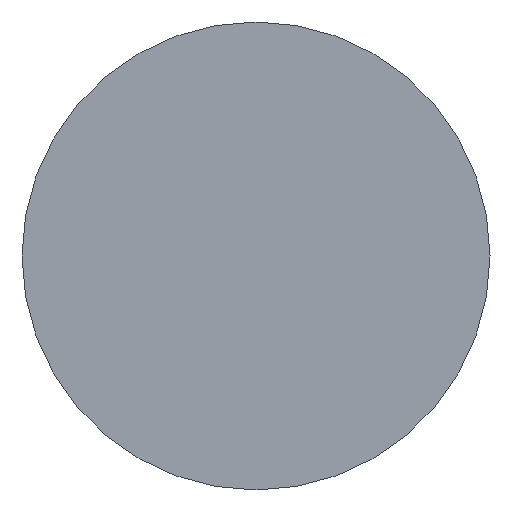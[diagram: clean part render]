
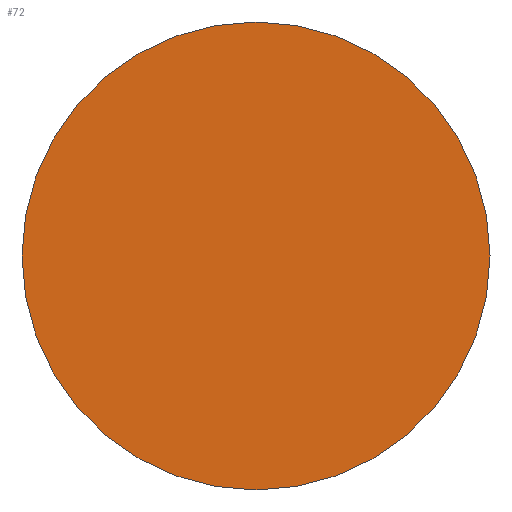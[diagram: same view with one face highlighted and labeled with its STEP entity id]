
A CAD part, front view. The second image highlights one B-rep face of the part: STEP entity #72.
In plain terms, the highlighted planar face has unit normal (0, -1, 0).
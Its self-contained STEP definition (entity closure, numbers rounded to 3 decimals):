
#8 = DIRECTION ( 'NONE',  ( 0., 1., 0. ) ) ;
#12 = VERTEX_POINT ( 'NONE', #90 ) ;
#17 = CARTESIAN_POINT ( 'NONE',  ( 0., 0., 0. ) ) ;
#26 = DIRECTION ( 'NONE',  ( 0., 1., 0. ) ) ;
#29 = DIRECTION ( 'NONE',  ( 0., 0., 1. ) ) ;
#30 = PLANE ( 'NONE',  #41 ) ;
#33 = CARTESIAN_POINT ( 'NONE',  ( 0., 0., 0. ) ) ;
#41 = AXIS2_PLACEMENT_3D ( 'NONE', #33, #8, #29 ) ;
#57 = AXIS2_PLACEMENT_3D ( 'NONE', #17, #94, #68 ) ;
#62 = CIRCLE ( 'NONE', #82, 126. ) ;
#63 = DIRECTION ( 'NONE',  ( 0., 0., 1. ) ) ;
#66 = EDGE_CURVE ( 'NONE', #91, #12, #62, .T. ) ;
#68 = DIRECTION ( 'NONE',  ( 0., 0., 1. ) ) ;
#70 = ORIENTED_EDGE ( 'NONE', *, *, #120, .F. ) ;
#72 = ADVANCED_FACE ( 'NONE', ( #121 ), #30, .F. ) ;
#79 = ORIENTED_EDGE ( 'NONE', *, *, #66, .F. ) ;
#82 = AXIS2_PLACEMENT_3D ( 'NONE', #114, #26, #63 ) ;
#90 = CARTESIAN_POINT ( 'NONE',  ( 0., 0., 126. ) ) ;
#91 = VERTEX_POINT ( 'NONE', #117 ) ;
#94 = DIRECTION ( 'NONE',  ( 0., 1., 0. ) ) ;
#100 = EDGE_LOOP ( 'NONE', ( #79, #70 ) ) ;
#114 = CARTESIAN_POINT ( 'NONE',  ( 0., 0., 0. ) ) ;
#116 = CIRCLE ( 'NONE', #57, 126. ) ;
#117 = CARTESIAN_POINT ( 'NONE',  ( 0., 0., -126. ) ) ;
#120 = EDGE_CURVE ( 'NONE', #12, #91, #116, .T. ) ;
#121 = FACE_OUTER_BOUND ( 'NONE', #100, .T. ) ;
